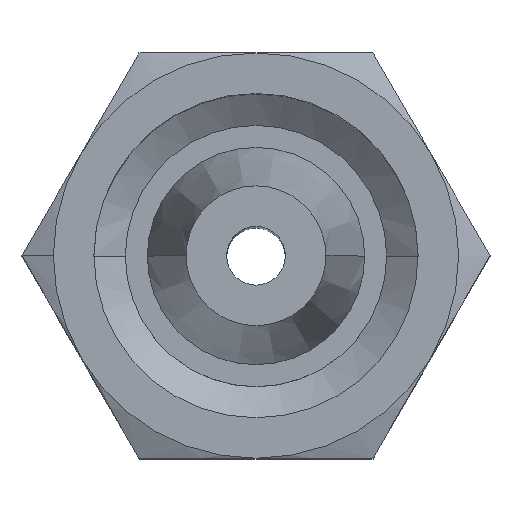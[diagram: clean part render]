
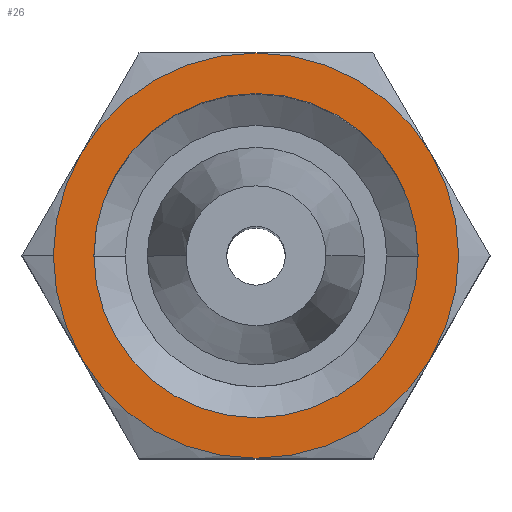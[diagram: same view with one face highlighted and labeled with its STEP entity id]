
A CAD part, top view. The second image highlights one B-rep face of the part: STEP entity #26.
In plain terms, the highlighted planar face has unit normal (0, 0, 1).
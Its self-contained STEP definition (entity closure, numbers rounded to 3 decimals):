
#4 = EDGE_CURVE ( 'NONE', #932, #85, #326, .T. ) ;
#10 = EDGE_CURVE ( 'NONE', #1232, #537, #240, .T. ) ;
#17 = CIRCLE ( 'NONE', #270, 5. ) ;
#26 = ADVANCED_FACE ( 'NONE', ( #627, #256 ), #45, .F. ) ;
#43 = AXIS2_PLACEMENT_3D ( 'NONE', #828, #255, #1112 ) ;
#44 = ORIENTED_EDGE ( 'NONE', *, *, #543, .T. ) ;
#45 = PLANE ( 'NONE',  #140 ) ;
#69 = ORIENTED_EDGE ( 'NONE', *, *, #4, .F. ) ;
#78 = ORIENTED_EDGE ( 'NONE', *, *, #209, .T. ) ;
#85 = VERTEX_POINT ( 'NONE', #1040 ) ;
#109 = AXIS2_PLACEMENT_3D ( 'NONE', #820, #364, #893 ) ;
#114 = CARTESIAN_POINT ( 'NONE',  ( -5., 0., 1.81 ) ) ;
#129 = DIRECTION ( 'NONE',  ( 0., 0., 1. ) ) ;
#140 = AXIS2_PLACEMENT_3D ( 'NONE', #173, #292, #793 ) ;
#156 = DIRECTION ( 'NONE',  ( 1., 0., 0. ) ) ;
#162 = AXIS2_PLACEMENT_3D ( 'NONE', #504, #396, #1121 ) ;
#173 = CARTESIAN_POINT ( 'NONE',  ( 0., 5., 1.81 ) ) ;
#182 = CARTESIAN_POINT ( 'NONE',  ( 4., 0., 1.81 ) ) ;
#209 = EDGE_CURVE ( 'NONE', #980, #443, #17, .T. ) ;
#240 = CIRCLE ( 'NONE', #109, 5. ) ;
#255 = DIRECTION ( 'NONE',  ( 0., 0., 1. ) ) ;
#256 = FACE_OUTER_BOUND ( 'NONE', #858, .T. ) ;
#270 = AXIS2_PLACEMENT_3D ( 'NONE', #946, #129, #851 ) ;
#289 = AXIS2_PLACEMENT_3D ( 'NONE', #1267, #1226, #982 ) ;
#292 = DIRECTION ( 'NONE',  ( 0., 0., -1. ) ) ;
#303 = DIRECTION ( 'NONE',  ( 0., 0., 1. ) ) ;
#310 = VERTEX_POINT ( 'NONE', #833 ) ;
#326 = CIRCLE ( 'NONE', #393, 4. ) ;
#336 = DIRECTION ( 'NONE',  ( 1., 0., 0. ) ) ;
#364 = DIRECTION ( 'NONE',  ( 0., 0., 1. ) ) ;
#388 = ORIENTED_EDGE ( 'NONE', *, *, #417, .T. ) ;
#393 = AXIS2_PLACEMENT_3D ( 'NONE', #578, #981, #500 ) ;
#396 = DIRECTION ( 'NONE',  ( 0., 0., 1. ) ) ;
#409 = AXIS2_PLACEMENT_3D ( 'NONE', #457, #303, #1145 ) ;
#417 = EDGE_CURVE ( 'NONE', #866, #817, #1199, .T. ) ;
#443 = VERTEX_POINT ( 'NONE', #818 ) ;
#445 = ORIENTED_EDGE ( 'NONE', *, *, #495, .T. ) ;
#457 = CARTESIAN_POINT ( 'NONE',  ( 0., 0., 1.81 ) ) ;
#495 = EDGE_CURVE ( 'NONE', #443, #310, #1059, .T. ) ;
#500 = DIRECTION ( 'NONE',  ( 1., 0., 0. ) ) ;
#504 = CARTESIAN_POINT ( 'NONE',  ( 0., 0., 1.81 ) ) ;
#506 = EDGE_CURVE ( 'NONE', #537, #980, #730, .T. ) ;
#537 = VERTEX_POINT ( 'NONE', #945 ) ;
#543 = EDGE_CURVE ( 'NONE', #310, #866, #929, .T. ) ;
#578 = CARTESIAN_POINT ( 'NONE',  ( 0., 0., 1.81 ) ) ;
#610 = CARTESIAN_POINT ( 'NONE',  ( 0., -5., 1.81 ) ) ;
#619 = ORIENTED_EDGE ( 'NONE', *, *, #506, .T. ) ;
#620 = DIRECTION ( 'NONE',  ( 0., 0., 1. ) ) ;
#627 = FACE_BOUND ( 'NONE', #1026, .T. ) ;
#634 = AXIS2_PLACEMENT_3D ( 'NONE', #753, #620, #336 ) ;
#693 = EDGE_CURVE ( 'NONE', #85, #932, #1272, .T. ) ;
#703 = CARTESIAN_POINT ( 'NONE',  ( -4.33, 2.5, 1.81 ) ) ;
#709 = ORIENTED_EDGE ( 'NONE', *, *, #693, .F. ) ;
#725 = CIRCLE ( 'NONE', #162, 5. ) ;
#730 = CIRCLE ( 'NONE', #289, 5. ) ;
#741 = EDGE_CURVE ( 'NONE', #817, #1232, #725, .T. ) ;
#749 = DIRECTION ( 'NONE',  ( 0., 0., 1. ) ) ;
#753 = CARTESIAN_POINT ( 'NONE',  ( 0., 0., 1.81 ) ) ;
#787 = AXIS2_PLACEMENT_3D ( 'NONE', #1205, #749, #156 ) ;
#793 = DIRECTION ( 'NONE',  ( -1., 0., 0. ) ) ;
#817 = VERTEX_POINT ( 'NONE', #703 ) ;
#818 = CARTESIAN_POINT ( 'NONE',  ( 4.33, -2.5, 1.81 ) ) ;
#820 = CARTESIAN_POINT ( 'NONE',  ( 0., 0., 1.81 ) ) ;
#828 = CARTESIAN_POINT ( 'NONE',  ( 0., 0., 1.81 ) ) ;
#833 = CARTESIAN_POINT ( 'NONE',  ( 4.33, 2.5, 1.81 ) ) ;
#851 = DIRECTION ( 'NONE',  ( 1., 0., 0. ) ) ;
#858 = EDGE_LOOP ( 'NONE', ( #44, #388, #964, #919, #619, #78, #445 ) ) ;
#866 = VERTEX_POINT ( 'NONE', #1133 ) ;
#893 = DIRECTION ( 'NONE',  ( 1., 0., 0. ) ) ;
#919 = ORIENTED_EDGE ( 'NONE', *, *, #10, .T. ) ;
#929 = CIRCLE ( 'NONE', #409, 5. ) ;
#932 = VERTEX_POINT ( 'NONE', #182 ) ;
#945 = CARTESIAN_POINT ( 'NONE',  ( -4.33, -2.5, 1.81 ) ) ;
#946 = CARTESIAN_POINT ( 'NONE',  ( 0., 0., 1.81 ) ) ;
#964 = ORIENTED_EDGE ( 'NONE', *, *, #741, .T. ) ;
#980 = VERTEX_POINT ( 'NONE', #610 ) ;
#981 = DIRECTION ( 'NONE',  ( 0., 0., 1. ) ) ;
#982 = DIRECTION ( 'NONE',  ( 1., 0., 0. ) ) ;
#1026 = EDGE_LOOP ( 'NONE', ( #69, #709 ) ) ;
#1040 = CARTESIAN_POINT ( 'NONE',  ( -4., 0., 1.81 ) ) ;
#1059 = CIRCLE ( 'NONE', #787, 5. ) ;
#1112 = DIRECTION ( 'NONE',  ( 1., 0., 0. ) ) ;
#1121 = DIRECTION ( 'NONE',  ( 1., 0., 0. ) ) ;
#1133 = CARTESIAN_POINT ( 'NONE',  ( 0., 5., 1.81 ) ) ;
#1145 = DIRECTION ( 'NONE',  ( 1., 0., 0. ) ) ;
#1199 = CIRCLE ( 'NONE', #43, 5. ) ;
#1205 = CARTESIAN_POINT ( 'NONE',  ( 0., 0., 1.81 ) ) ;
#1226 = DIRECTION ( 'NONE',  ( 0., 0., 1. ) ) ;
#1232 = VERTEX_POINT ( 'NONE', #114 ) ;
#1267 = CARTESIAN_POINT ( 'NONE',  ( 0., 0., 1.81 ) ) ;
#1272 = CIRCLE ( 'NONE', #634, 4. ) ;
